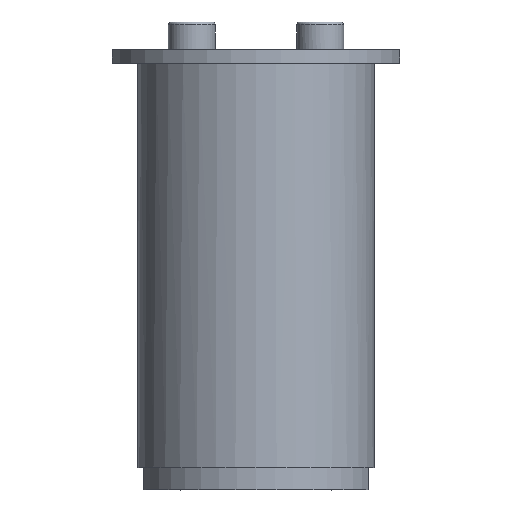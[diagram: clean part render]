
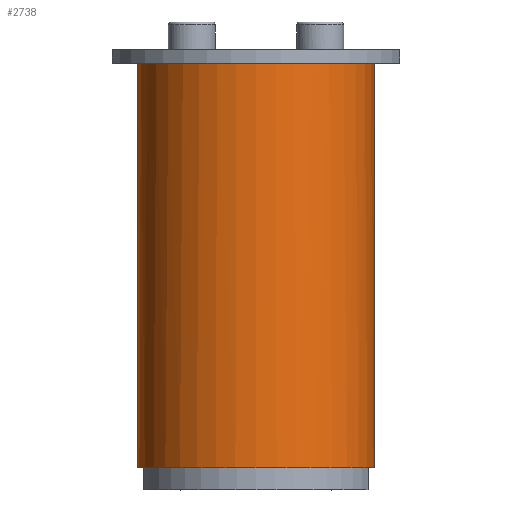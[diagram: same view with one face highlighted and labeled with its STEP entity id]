
A CAD part, front view. The second image highlights one B-rep face of the part: STEP entity #2738.
In plain terms, the highlighted cylindrical face has radius 21.5 mm (diameter 43 mm), a partial arc.
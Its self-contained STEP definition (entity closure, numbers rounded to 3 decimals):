
#53=CYLINDRICAL_SURFACE('',#2999,21.5);
#197=LINE('',#4459,#383);
#198=LINE('',#4460,#384);
#383=VECTOR('',#3573,10.);
#384=VECTOR('',#3574,10.);
#535=FACE_OUTER_BOUND('',#703,.T.);
#703=EDGE_LOOP('',(#1891,#1892,#1893,#1894,#1895,#1896));
#841=CIRCLE('',#2906,21.5);
#849=CIRCLE('',#2923,21.5);
#851=CIRCLE('',#2925,21.5);
#885=CIRCLE('',#2991,21.5);
#1030=VERTEX_POINT('',#4193);
#1031=VERTEX_POINT('',#4194);
#1040=VERTEX_POINT('',#4232);
#1043=VERTEX_POINT('',#4238);
#1109=VERTEX_POINT('',#4432);
#1111=VERTEX_POINT('',#4436);
#1277=EDGE_CURVE('',#1030,#1031,#841,.T.);
#1297=EDGE_CURVE('',#1031,#1040,#849,.T.);
#1301=EDGE_CURVE('',#1043,#1030,#851,.T.);
#1399=EDGE_CURVE('',#1111,#1109,#885,.T.);
#1410=EDGE_CURVE('',#1040,#1111,#197,.T.);
#1411=EDGE_CURVE('',#1109,#1043,#198,.T.);
#1891=ORIENTED_EDGE('',*,*,#1410,.F.);
#1892=ORIENTED_EDGE('',*,*,#1297,.F.);
#1893=ORIENTED_EDGE('',*,*,#1277,.F.);
#1894=ORIENTED_EDGE('',*,*,#1301,.F.);
#1895=ORIENTED_EDGE('',*,*,#1411,.F.);
#1896=ORIENTED_EDGE('',*,*,#1399,.F.);
#2738=ADVANCED_FACE('',(#535),#53,.T.);
#2906=AXIS2_PLACEMENT_3D('',#4195,#3303,#3304);
#2923=AXIS2_PLACEMENT_3D('',#4233,#3349,#3350);
#2925=AXIS2_PLACEMENT_3D('',#4240,#3355,#3356);
#2991=AXIS2_PLACEMENT_3D('',#4438,#3551,#3552);
#2999=AXIS2_PLACEMENT_3D('',#4458,#3571,#3572);
#3303=DIRECTION('center_axis',(0.,0.,1.));
#3304=DIRECTION('ref_axis',(-1.,0.,0.));
#3349=DIRECTION('center_axis',(0.,0.,1.));
#3350=DIRECTION('ref_axis',(-1.,0.,0.));
#3355=DIRECTION('center_axis',(0.,0.,1.));
#3356=DIRECTION('ref_axis',(-1.,0.,0.));
#3551=DIRECTION('center_axis',(0.,0.,-1.));
#3552=DIRECTION('ref_axis',(-1.,0.,0.));
#3571=DIRECTION('center_axis',(0.,0.,1.));
#3572=DIRECTION('ref_axis',(-1.,0.,0.));
#3573=DIRECTION('',(0.,0.,-1.));
#3574=DIRECTION('',(0.,0.,1.));
#4193=CARTESIAN_POINT('',(-21.448,-1.5,36.75));
#4194=CARTESIAN_POINT('',(21.448,-1.5,36.75));
#4195=CARTESIAN_POINT('Origin',(0.,0.,36.75));
#4232=CARTESIAN_POINT('',(21.5,0.,36.75));
#4233=CARTESIAN_POINT('Origin',(0.,0.,36.75));
#4238=CARTESIAN_POINT('',(-21.5,0.,36.75));
#4240=CARTESIAN_POINT('Origin',(0.,0.,36.75));
#4432=CARTESIAN_POINT('',(-21.5,0.,-36.75));
#4436=CARTESIAN_POINT('',(21.5,0.,-36.75));
#4438=CARTESIAN_POINT('Origin',(0.,0.,-36.75));
#4458=CARTESIAN_POINT('Origin',(0.,0.,0.));
#4459=CARTESIAN_POINT('',(21.5,0.,0.));
#4460=CARTESIAN_POINT('',(-21.5,0.,0.));
